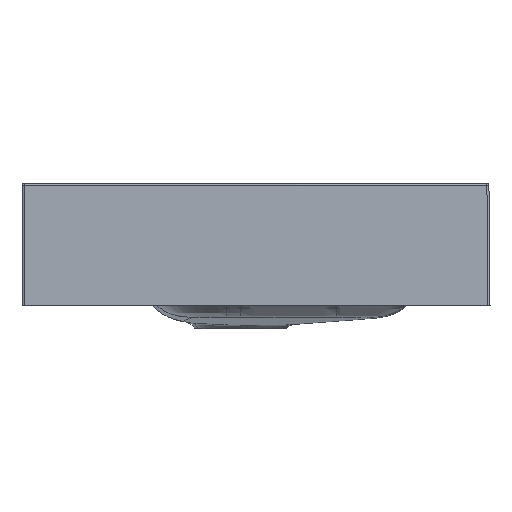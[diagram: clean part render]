
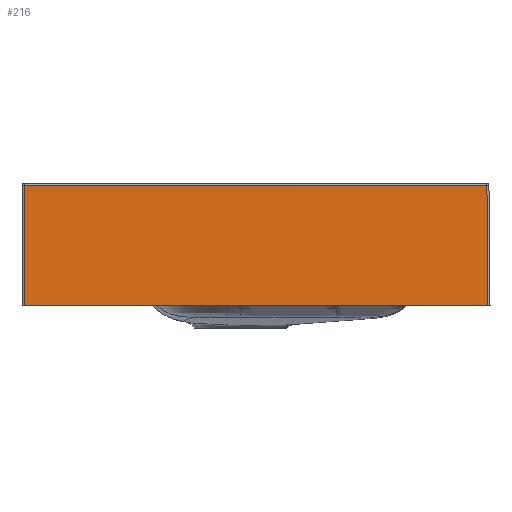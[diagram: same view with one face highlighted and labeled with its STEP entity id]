
A CAD part, left-side view. The second image highlights one B-rep face of the part: STEP entity #216.
In plain terms, the highlighted planar face has unit normal (-1, 0, 0.009).
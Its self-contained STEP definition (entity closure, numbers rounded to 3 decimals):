
#216=ADVANCED_FACE('',(#433),#3181,.T.);
#433=FACE_OUTER_BOUND('',#665,.T.);
#665=EDGE_LOOP('',(#1541,#1542,#1543,#1544));
#1541=ORIENTED_EDGE('',*,*,#2154,.F.);
#1542=ORIENTED_EDGE('',*,*,#2110,.F.);
#1543=ORIENTED_EDGE('',*,*,#2107,.F.);
#1544=ORIENTED_EDGE('',*,*,#2112,.F.);
#2107=EDGE_CURVE('',#2956,#2955,#2650,.T.);
#2110=EDGE_CURVE('',#2955,#2959,#2653,.T.);
#2112=EDGE_CURVE('',#2960,#2956,#2654,.T.);
#2154=EDGE_CURVE('',#2959,#2960,#2676,.T.);
#2650=B_SPLINE_CURVE_WITH_KNOTS('',1,(#37295,#37296),.UNSPECIFIED.,.F.,
 .F.,(2,2),(0.,456.),.UNSPECIFIED.);
#2653=B_SPLINE_CURVE_WITH_KNOTS('',1,(#37305,#37306),.UNSPECIFIED.,.F.,
 .F.,(2,2),(0.,118.022),.UNSPECIFIED.);
#2654=B_SPLINE_CURVE_WITH_KNOTS('',1,(#37310,#37311),.UNSPECIFIED.,.F.,
 .F.,(2,2),(0.,118.026),.UNSPECIFIED.);
#2676=B_SPLINE_CURVE_WITH_KNOTS('',1,(#38392,#38393),.UNSPECIFIED.,.F.,
 .F.,(2,2),(0.,454.97),.UNSPECIFIED.);
#2955=VERTEX_POINT('',#29762);
#2956=VERTEX_POINT('',#29763);
#2959=VERTEX_POINT('',#29766);
#2960=VERTEX_POINT('',#29767);
#3181=PLANE('',#3381);
#3381=AXIS2_PLACEMENT_3D('',#28943,#3488,$);
#3488=DIRECTION('',(-1.,0.,0.009));
#28943=CARTESIAN_POINT('',(-502.5,1435.366,-63.5));
#29762=CARTESIAN_POINT('',(-502.5,1435.366,-63.5));
#29763=CARTESIAN_POINT('',(-502.5,979.365,-63.5));
#29766=CARTESIAN_POINT('',(-501.47,1435.366,54.517));
#29767=CARTESIAN_POINT('',(-501.47,980.395,54.517));
#37295=CARTESIAN_POINT('',(-502.5,979.365,-63.5));
#37296=CARTESIAN_POINT('',(-502.5,1435.366,-63.5));
#37305=CARTESIAN_POINT('',(-502.5,1435.366,-63.5));
#37306=CARTESIAN_POINT('',(-501.47,1435.366,54.517));
#37310=CARTESIAN_POINT('',(-501.47,980.395,54.517));
#37311=CARTESIAN_POINT('',(-502.5,979.365,-63.5));
#38392=CARTESIAN_POINT('',(-501.47,1435.366,54.517));
#38393=CARTESIAN_POINT('',(-501.47,980.395,54.517));
